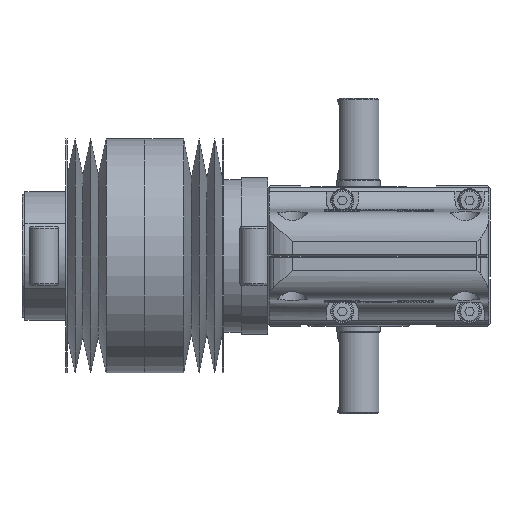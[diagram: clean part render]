
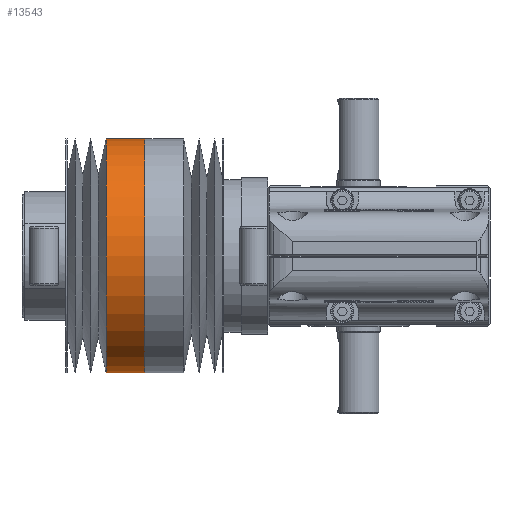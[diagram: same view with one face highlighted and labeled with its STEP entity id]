
A CAD part, left-side view. The second image highlights one B-rep face of the part: STEP entity #13543.
In plain terms, the highlighted cylindrical face has radius 40 mm (diameter 80 mm), a full revolution.
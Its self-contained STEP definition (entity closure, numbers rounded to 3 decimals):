
#436=CYLINDRICAL_SURFACE('',#14534,40.);
#2947=ORIENTED_EDGE('',*,*,#6741,.F.);
#2948=ORIENTED_EDGE('',*,*,#6740,.T.);
#6740=EDGE_CURVE('',#8643,#8643,#9986,.T.);
#6741=EDGE_CURVE('',#8644,#8644,#9987,.T.);
#8643=VERTEX_POINT('',#20302);
#8644=VERTEX_POINT('',#20305);
#9986=CIRCLE('',#14533,40.);
#9987=CIRCLE('',#14535,40.);
#10627=EDGE_LOOP('',(#2947));
#10628=EDGE_LOOP('',(#2948));
#11853=FACE_BOUND('',#10627,.T.);
#11854=FACE_BOUND('',#10628,.T.);
#13543=ADVANCED_FACE('',(#11853,#11854),#436,.T.);
#14533=AXIS2_PLACEMENT_3D('',#20301,#16155,#16156);
#14534=AXIS2_PLACEMENT_3D('',#20303,#16157,#16158);
#14535=AXIS2_PLACEMENT_3D('',#20304,#16159,#16160);
#16155=DIRECTION('',(1.,0.,0.));
#16156=DIRECTION('',(0.,0.,-1.));
#16157=DIRECTION('',(1.,0.,0.));
#16158=DIRECTION('',(0.,0.,-1.));
#16159=DIRECTION('',(1.,0.,0.));
#16160=DIRECTION('',(0.,0.,-1.));
#20301=CARTESIAN_POINT('',(28.75,0.,0.));
#20302=CARTESIAN_POINT('',(28.75,0.,-40.));
#20303=CARTESIAN_POINT('',(42.,0.,0.));
#20304=CARTESIAN_POINT('',(42.,0.,0.));
#20305=CARTESIAN_POINT('',(42.,0.,-40.));
